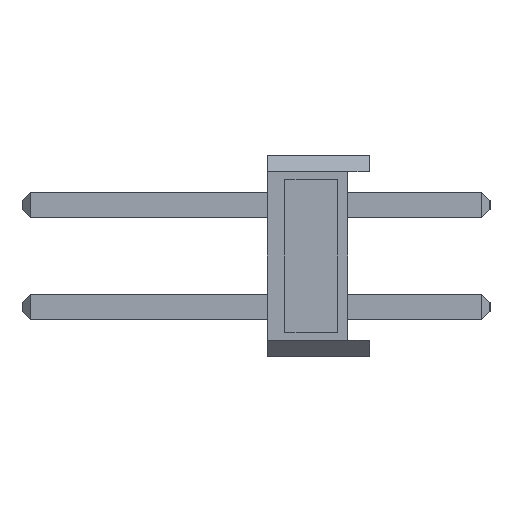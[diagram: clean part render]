
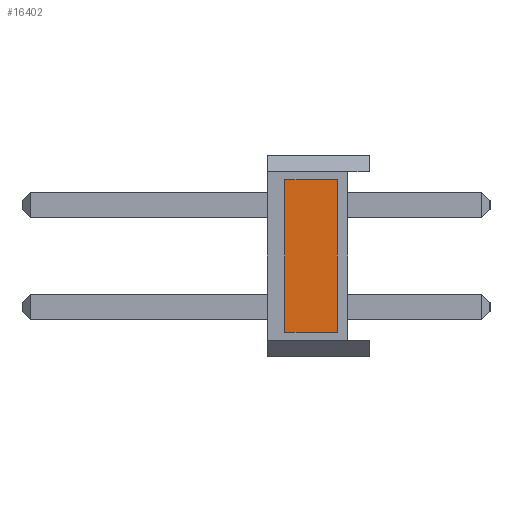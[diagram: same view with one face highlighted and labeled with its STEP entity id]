
A CAD part, left-side view. The second image highlights one B-rep face of the part: STEP entity #16402.
In plain terms, the highlighted planar face has unit normal (-1, 0, 0).
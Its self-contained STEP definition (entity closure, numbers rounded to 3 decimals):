
#1 = VECTOR ( 'NONE', #4235, 1000. ) ;
#225 = DIRECTION ( 'NONE',  ( 0., 0., 1. ) ) ;
#759 = EDGE_CURVE ( 'NONE', #7415, #28412, #20565, .T. ) ;
#761 = DIRECTION ( 'NONE',  ( 0., -1., 0. ) ) ;
#919 = DIRECTION ( 'NONE',  ( 1., 0., 0. ) ) ;
#2493 = CARTESIAN_POINT ( 'NONE',  ( -1.27, 2.1, 1.9 ) ) ;
#2555 = FACE_OUTER_BOUND ( 'NONE', #12646, .T. ) ;
#2936 = CARTESIAN_POINT ( 'NONE',  ( -1.27, 2.1, -1.9 ) ) ;
#3276 = DIRECTION ( 'NONE',  ( 0., 0., -1. ) ) ;
#3828 = LINE ( 'NONE', #27288, #29805 ) ;
#4030 = LINE ( 'NONE', #27556, #1 ) ;
#4235 = DIRECTION ( 'NONE',  ( 0., -1., 0. ) ) ;
#4659 = CARTESIAN_POINT ( 'NONE',  ( -1.27, 2.1, 0. ) ) ;
#5550 = CARTESIAN_POINT ( 'NONE',  ( -1.27, 2.1, 0. ) ) ;
#5785 = ORIENTED_EDGE ( 'NONE', *, *, #15655, .F. ) ;
#6689 = VECTOR ( 'NONE', #761, 1000. ) ;
#7415 = VERTEX_POINT ( 'NONE', #2936 ) ;
#12646 = EDGE_LOOP ( 'NONE', ( #22785, #5785, #24301, #29840 ) ) ;
#12666 = EDGE_CURVE ( 'NONE', #7415, #15206, #4030, .T. ) ;
#14014 = LINE ( 'NONE', #19505, #6689 ) ;
#15206 = VERTEX_POINT ( 'NONE', #17480 ) ;
#15655 = EDGE_CURVE ( 'NONE', #28412, #18832, #14014, .T. ) ;
#16402 = ADVANCED_FACE ( 'NONE', ( #2555 ), #24168, .F. ) ;
#17480 = CARTESIAN_POINT ( 'NONE',  ( -1.27, 0.8, -1.9 ) ) ;
#18762 = AXIS2_PLACEMENT_3D ( 'NONE', #5550, #919, #3276 ) ;
#18832 = VERTEX_POINT ( 'NONE', #27334 ) ;
#19505 = CARTESIAN_POINT ( 'NONE',  ( -1.27, 2.1, 1.9 ) ) ;
#20565 = LINE ( 'NONE', #4659, #20912 ) ;
#20912 = VECTOR ( 'NONE', #28386, 1000. ) ;
#22785 = ORIENTED_EDGE ( 'NONE', *, *, #27799, .T. ) ;
#24168 = PLANE ( 'NONE',  #18762 ) ;
#24301 = ORIENTED_EDGE ( 'NONE', *, *, #759, .F. ) ;
#27288 = CARTESIAN_POINT ( 'NONE',  ( -1.27, 0.8, 0. ) ) ;
#27334 = CARTESIAN_POINT ( 'NONE',  ( -1.27, 0.8, 1.9 ) ) ;
#27556 = CARTESIAN_POINT ( 'NONE',  ( -1.27, 2.1, -1.9 ) ) ;
#27799 = EDGE_CURVE ( 'NONE', #15206, #18832, #3828, .T. ) ;
#28386 = DIRECTION ( 'NONE',  ( 0., 0., 1. ) ) ;
#28412 = VERTEX_POINT ( 'NONE', #2493 ) ;
#29805 = VECTOR ( 'NONE', #225, 1000. ) ;
#29840 = ORIENTED_EDGE ( 'NONE', *, *, #12666, .T. ) ;
